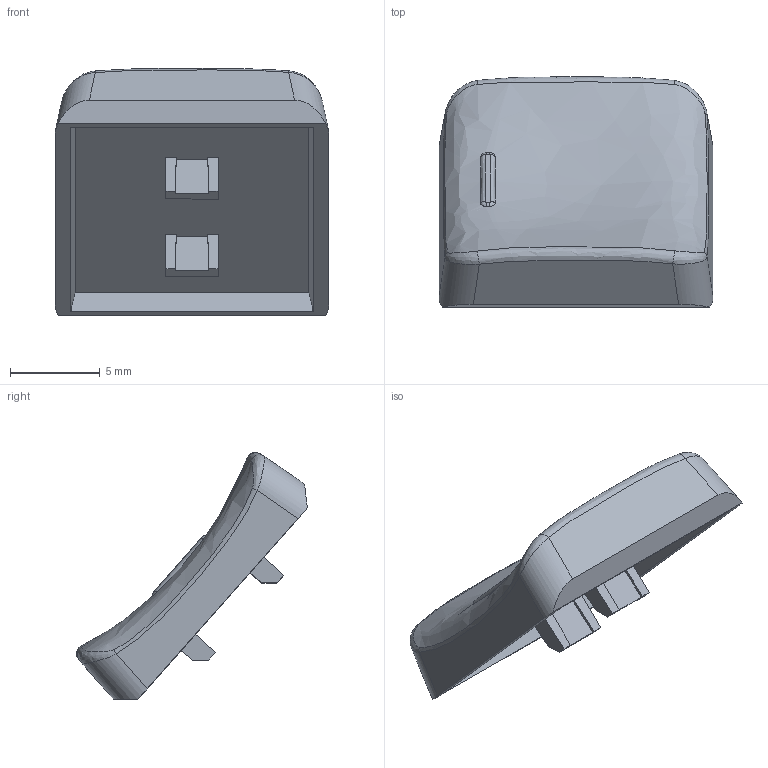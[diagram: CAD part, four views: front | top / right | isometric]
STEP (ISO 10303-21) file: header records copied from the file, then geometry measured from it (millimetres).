
FILE_DESCRIPTION(/* description */ (''),/* implementation_level */ '2;1');
FILE_NAME(/* name */ 'LPX_homing v1.step',/* time_stamp */ '2022-06-14T13:21:30+02:00',/* author */ (''),/* organization */ (''),/* preprocessor_version */ 'ST-DEVELOPER v19',/* originating_system */ 'Autodesk Translation Framework v11.7.0.108',/* authorisation */ '');
FILE_SCHEMA (('AUTOMOTIVE_DESIGN { 1 0 10303 214 3 1 1 }'));
Length unit declared in the file: millimetre
Products named in the file (2): LPX_homing; Component1
Assembly tree (1 placements, depth 2):
  LPX_homing
    Component1
Bounding box: 15.23 x 12.83 x 13.75 mm (x, y, z)
Volume: 552.5 mm3; surface area: 750.8 mm2
Topology: 1 solids, 1 shells, 79 faces, 209 edges, 134 vertices
Faces by surface type: plane 54, bspline 17, cylinder 4, cone 4
Entity records: 3272 total; most frequent: CARTESIAN_POINT 1365, ORIENTED_EDGE 410, DIRECTION 331, EDGE_CURVE 205, LINE 145, VECTOR 145, VERTEX_POINT 134, AXIS2_PLACEMENT_3D 93
